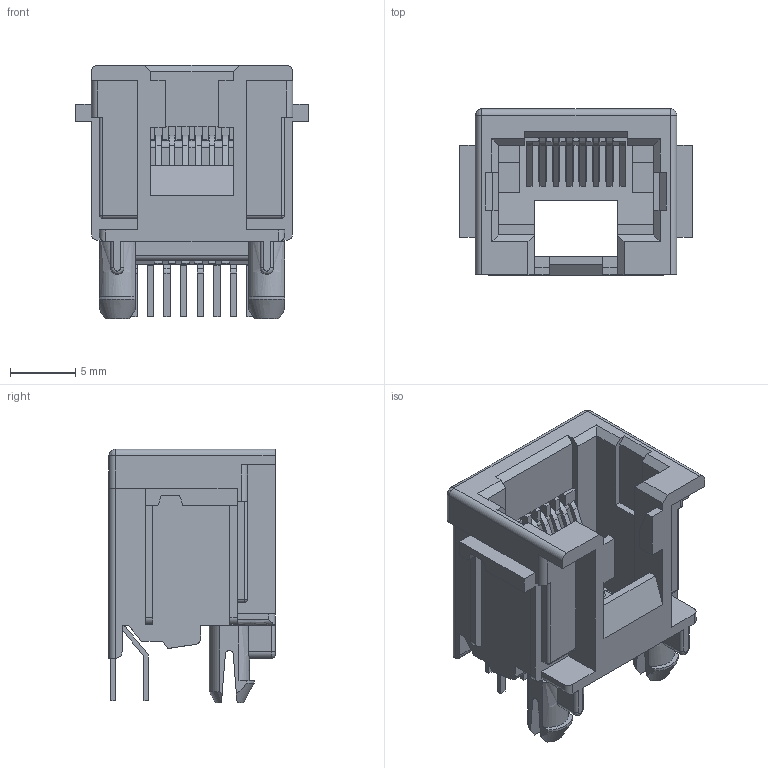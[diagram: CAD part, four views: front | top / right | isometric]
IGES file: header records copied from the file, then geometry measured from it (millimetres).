
Start section:  PTC IGES file: DGKYD52TE1188IWA1DB1L008.igs
Global section: file name: DGKYD52TE1188IWA1DB1L008.igs; native system: Creo Parametric by PTC Inc.; preprocessor: 2018400; author: Administrator; organization: Unknown; date: 20210914.165930; units: millimetre
Bounding box: 17.8 x 12.7 x 19.4 mm (x, y, z)
Volume: 1168.5 mm3; surface area: 2367.2 mm2
Topology: 1 solids, 1 shells, 499 faces, 1484 edges, 972 vertices
Faces by surface type: bspline 378, revolution 121
